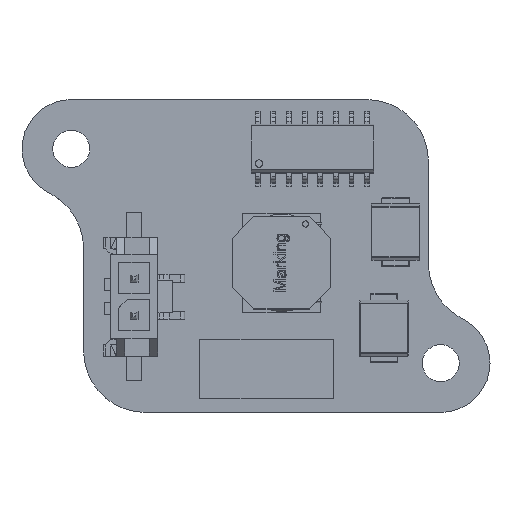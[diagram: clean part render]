
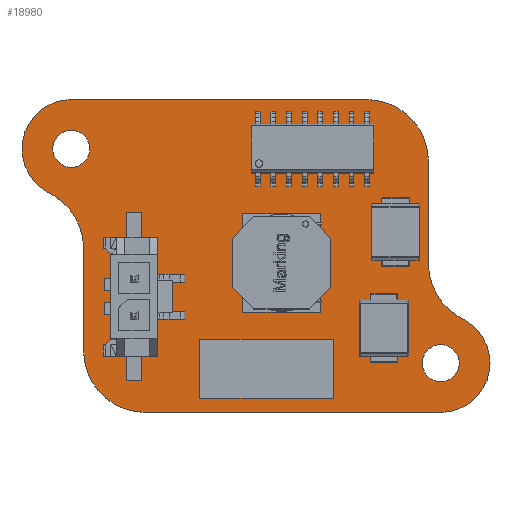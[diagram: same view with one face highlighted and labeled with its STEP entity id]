
A CAD part, top view. The second image highlights one B-rep face of the part: STEP entity #18980.
In plain terms, the highlighted planar face has unit normal (0, 0, 1).
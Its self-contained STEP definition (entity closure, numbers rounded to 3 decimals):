
#18511 = VERTEX_POINT('',#18512);
#18512 = CARTESIAN_POINT('',(11.42,13.364,0.));
#18518 = EDGE_CURVE('',#18511,#18519,#18521,.T.);
#18519 = VERTEX_POINT('',#18520);
#18520 = CARTESIAN_POINT('',(11.42,21.68,0.));
#18521 = LINE('',#18522,#18523);
#18522 = CARTESIAN_POINT('',(11.42,13.364,0.));
#18523 = VECTOR('',#18524,1.);
#18524 = DIRECTION('',(0.,1.,0.));
#18549 = EDGE_CURVE('',#18519,#18550,#18552,.T.);
#18550 = VERTEX_POINT('',#18551);
#18551 = CARTESIAN_POINT('',(8.929,26.005,0.));
#18552 = CIRCLE('',#18553,4.997);
#18553 = AXIS2_PLACEMENT_3D('',#18554,#18555,#18556);
#18554 = CARTESIAN_POINT('',(6.423,21.682,0.));
#18555 = DIRECTION('',(0.,0.,1.));
#18556 = DIRECTION('',(1.,0.,0.));
#18582 = EDGE_CURVE('',#18550,#18583,#18585,.T.);
#18583 = VERTEX_POINT('',#18584);
#18584 = CARTESIAN_POINT('',(8.413,26.304,0.));
#18585 = LINE('',#18586,#18587);
#18586 = CARTESIAN_POINT('',(8.929,26.005,0.));
#18587 = VECTOR('',#18588,1.);
#18588 = DIRECTION('',(-0.865,0.501,0.));
#18613 = EDGE_CURVE('',#18583,#18614,#18616,.T.);
#18614 = VERTEX_POINT('',#18615);
#18615 = CARTESIAN_POINT('',(10.42,33.764,0.));
#18616 = CIRCLE('',#18617,4.);
#18617 = AXIS2_PLACEMENT_3D('',#18618,#18619,#18620);
#18618 = CARTESIAN_POINT('',(10.419,29.764,0.));
#18619 = DIRECTION('',(0.,0.,-1.));
#18620 = DIRECTION('',(-0.502,-0.865,0.));
#18646 = EDGE_CURVE('',#18614,#18647,#18649,.T.);
#18647 = VERTEX_POINT('',#18648);
#18648 = CARTESIAN_POINT('',(34.42,33.764,0.));
#18649 = LINE('',#18650,#18651);
#18650 = CARTESIAN_POINT('',(10.42,33.764,0.));
#18651 = VECTOR('',#18652,1.);
#18652 = DIRECTION('',(1.,0.,0.));
#18677 = EDGE_CURVE('',#18647,#18678,#18680,.T.);
#18678 = VERTEX_POINT('',#18679);
#18679 = CARTESIAN_POINT('',(39.42,28.764,0.));
#18680 = CIRCLE('',#18681,4.998);
#18681 = AXIS2_PLACEMENT_3D('',#18682,#18683,#18684);
#18682 = CARTESIAN_POINT('',(34.422,28.766,0.));
#18683 = DIRECTION('',(0.,0.,-1.));
#18684 = DIRECTION('',(0.,1.,0.));
#18710 = EDGE_CURVE('',#18678,#18711,#18713,.T.);
#18711 = VERTEX_POINT('',#18712);
#18712 = CARTESIAN_POINT('',(39.42,20.449,0.));
#18713 = LINE('',#18714,#18715);
#18714 = CARTESIAN_POINT('',(39.42,28.764,0.));
#18715 = VECTOR('',#18716,1.);
#18716 = DIRECTION('',(0.,-1.,0.));
#18741 = EDGE_CURVE('',#18711,#18742,#18744,.T.);
#18742 = VERTEX_POINT('',#18743);
#18743 = CARTESIAN_POINT('',(41.911,16.124,0.));
#18744 = CIRCLE('',#18745,4.997);
#18745 = AXIS2_PLACEMENT_3D('',#18746,#18747,#18748);
#18746 = CARTESIAN_POINT('',(44.417,20.447,0.));
#18747 = DIRECTION('',(0.,0.,1.));
#18748 = DIRECTION('',(-1.,0.,0.));
#18774 = EDGE_CURVE('',#18742,#18775,#18777,.T.);
#18775 = VERTEX_POINT('',#18776);
#18776 = CARTESIAN_POINT('',(42.427,15.825,0.));
#18777 = LINE('',#18778,#18779);
#18778 = CARTESIAN_POINT('',(41.911,16.124,0.));
#18779 = VECTOR('',#18780,1.);
#18780 = DIRECTION('',(0.865,-0.501,0.));
#18805 = EDGE_CURVE('',#18775,#18806,#18808,.T.);
#18806 = VERTEX_POINT('',#18807);
#18807 = CARTESIAN_POINT('',(40.42,8.364,0.));
#18808 = CIRCLE('',#18809,4.);
#18809 = AXIS2_PLACEMENT_3D('',#18810,#18811,#18812);
#18810 = CARTESIAN_POINT('',(40.42,12.364,0.));
#18811 = DIRECTION('',(0.,0.,-1.));
#18812 = DIRECTION('',(0.502,0.865,0.));
#18838 = EDGE_CURVE('',#18806,#18839,#18841,.T.);
#18839 = VERTEX_POINT('',#18840);
#18840 = CARTESIAN_POINT('',(16.42,8.364,0.));
#18841 = LINE('',#18842,#18843);
#18842 = CARTESIAN_POINT('',(40.42,8.364,0.));
#18843 = VECTOR('',#18844,1.);
#18844 = DIRECTION('',(-1.,0.,0.));
#18869 = EDGE_CURVE('',#18839,#18511,#18870,.T.);
#18870 = CIRCLE('',#18871,5.);
#18871 = AXIS2_PLACEMENT_3D('',#18872,#18873,#18874);
#18872 = CARTESIAN_POINT('',(16.42,13.364,0.));
#18873 = DIRECTION('',(0.,0.,-1.));
#18874 = DIRECTION('',(0.,-1.,0.));
#18895 = VERTEX_POINT('',#18896);
#18896 = CARTESIAN_POINT('',(11.92,29.764,0.));
#18902 = EDGE_CURVE('',#18895,#18895,#18903,.T.);
#18903 = CIRCLE('',#18904,1.5);
#18904 = AXIS2_PLACEMENT_3D('',#18905,#18906,#18907);
#18905 = CARTESIAN_POINT('',(10.42,29.764,0.));
#18906 = DIRECTION('',(0.,0.,1.));
#18907 = DIRECTION('',(1.,0.,0.));
#18928 = VERTEX_POINT('',#18929);
#18929 = CARTESIAN_POINT('',(41.92,12.364,0.));
#18935 = EDGE_CURVE('',#18928,#18928,#18936,.T.);
#18936 = CIRCLE('',#18937,1.5);
#18937 = AXIS2_PLACEMENT_3D('',#18938,#18939,#18940);
#18938 = CARTESIAN_POINT('',(40.42,12.364,0.));
#18939 = DIRECTION('',(0.,0.,1.));
#18940 = DIRECTION('',(1.,0.,0.));
#18980 = ADVANCED_FACE('',(#18981,#18995,#18998),#19001,.F.);
#18981 = FACE_BOUND('',#18982,.F.);
#18982 = EDGE_LOOP('',(#18983,#18984,#18985,#18986,#18987,#18988,#18989,
    #18990,#18991,#18992,#18993,#18994));
#18983 = ORIENTED_EDGE('',*,*,#18518,.T.);
#18984 = ORIENTED_EDGE('',*,*,#18549,.T.);
#18985 = ORIENTED_EDGE('',*,*,#18582,.T.);
#18986 = ORIENTED_EDGE('',*,*,#18613,.T.);
#18987 = ORIENTED_EDGE('',*,*,#18646,.T.);
#18988 = ORIENTED_EDGE('',*,*,#18677,.T.);
#18989 = ORIENTED_EDGE('',*,*,#18710,.T.);
#18990 = ORIENTED_EDGE('',*,*,#18741,.T.);
#18991 = ORIENTED_EDGE('',*,*,#18774,.T.);
#18992 = ORIENTED_EDGE('',*,*,#18805,.T.);
#18993 = ORIENTED_EDGE('',*,*,#18838,.T.);
#18994 = ORIENTED_EDGE('',*,*,#18869,.T.);
#18995 = FACE_BOUND('',#18996,.F.);
#18996 = EDGE_LOOP('',(#18997));
#18997 = ORIENTED_EDGE('',*,*,#18902,.T.);
#18998 = FACE_BOUND('',#18999,.F.);
#18999 = EDGE_LOOP('',(#19000));
#19000 = ORIENTED_EDGE('',*,*,#18935,.T.);
#19001 = PLANE('',#19002);
#19002 = AXIS2_PLACEMENT_3D('',#19003,#19004,#19005);
#19003 = CARTESIAN_POINT('',(11.42,13.364,0.));
#19004 = DIRECTION('',(0.,0.,-1.));
#19005 = DIRECTION('',(-1.,0.,0.));
